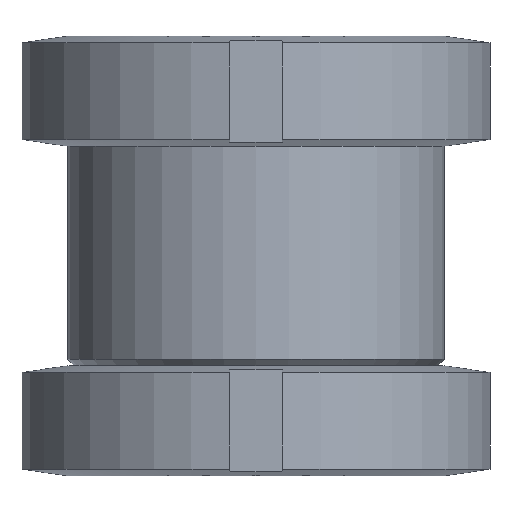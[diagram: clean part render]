
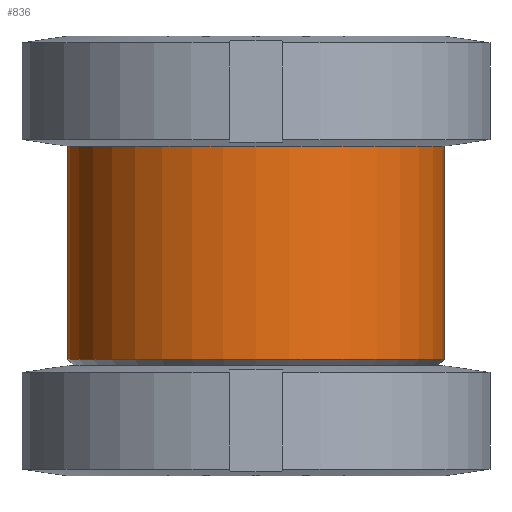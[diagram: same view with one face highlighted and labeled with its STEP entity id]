
A CAD part, front view. The second image highlights one B-rep face of the part: STEP entity #836.
In plain terms, the highlighted cylindrical face has radius 18 mm (diameter 36 mm), a partial arc.
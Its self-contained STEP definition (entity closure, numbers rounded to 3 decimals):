
#672=VERTEX_POINT('',#1465);
#792=VERTEX_POINT('',#1596);
#802=VERTEX_POINT('',#1609);
#836=ADVANCED_FACE('',(#1646),#1647,.T.);
#1050=EDGE_CURVE('',#792,#1078,#1884,.T.);
#1058=EDGE_CURVE('',#672,#1078,#1892,.T.);
#1078=VERTEX_POINT('',#1913);
#1080=EDGE_CURVE('',#792,#802,#1915,.T.);
#1128=EDGE_CURVE('',#802,#672,#1970,.T.);
#1465=CARTESIAN_POINT('',(-18.0,0.,11.13));
#1596=CARTESIAN_POINT('',(18.0,0.,31.5));
#1609=CARTESIAN_POINT('',(18.0,0.,11.13));
#1646=FACE_OUTER_BOUND('',#2854,.T.);
#1647=CYLINDRICAL_SURFACE('',#2855,18.0);
#1884=CIRCLE('',#3386,18.0);
#1892=LINE('',#3408,#3409);
#1913=CARTESIAN_POINT('',(-18.0,0.,31.5));
#1915=LINE('',#3455,#3456);
#1970=CIRCLE('',#3551,18.0);
#2854=EDGE_LOOP('',(#4085,#4086,#4087,#4088));
#2855=AXIS2_PLACEMENT_3D('',#4089,#4090,#4091);
#3386=AXIS2_PLACEMENT_3D('',#4373,#4374,#4375);
#3408=CARTESIAN_POINT('',(-18.0,0.,21.315));
#3409=VECTOR('',#4380,1.0);
#3455=CARTESIAN_POINT('',(18.0,0.,21.315));
#3456=VECTOR('',#4395,1.0);
#3551=AXIS2_PLACEMENT_3D('',#4459,#4460,#4461);
#4085=ORIENTED_EDGE('',*,*,#1080,.F.);
#4086=ORIENTED_EDGE('',*,*,#1050,.T.);
#4087=ORIENTED_EDGE('',*,*,#1058,.F.);
#4088=ORIENTED_EDGE('',*,*,#1128,.F.);
#4089=CARTESIAN_POINT('',(0.0,0.,21.315));
#4090=DIRECTION('',(-0.0,0.,1.0));
#4091=DIRECTION('',(1.0,0.0,0.0));
#4373=CARTESIAN_POINT('',(0.0,0.,31.5));
#4374=DIRECTION('',(0.0,0.,-1.0));
#4375=DIRECTION('',(1.0,0.0,0.0));
#4380=DIRECTION('',(-0.0,0.,1.0));
#4395=DIRECTION('',(0.0,0.,-1.0));
#4459=CARTESIAN_POINT('',(0.0,0.,11.13));
#4460=DIRECTION('',(0.0,0.,-1.0));
#4461=DIRECTION('',(1.0,0.0,0.0));
